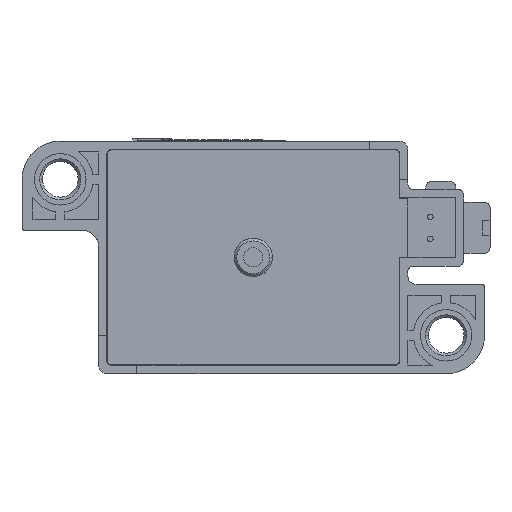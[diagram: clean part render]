
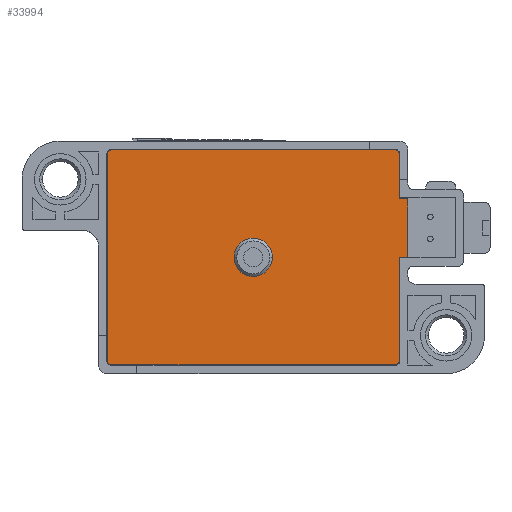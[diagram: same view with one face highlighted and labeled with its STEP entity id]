
A CAD part, front view. The second image highlights one B-rep face of the part: STEP entity #33994.
In plain terms, the highlighted planar face has unit normal (0, -1, 0).
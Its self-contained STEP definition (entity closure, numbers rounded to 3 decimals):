
#32317=CARTESIAN_POINT('',(27.95,0.,10.5));
#32318=DIRECTION('',(0.,1.,0.));
#32319=DIRECTION('',(0.,0.,1.));
#32320=AXIS2_PLACEMENT_3D('',#32317,#32318,#32319);
#32322=DIRECTION('',(0.,0.,-1.));
#32323=VECTOR('',#32322,10.2);
#32324=CARTESIAN_POINT('',(28.25,0.,10.5));
#32325=LINE('',#32324,#32323);
#32326=CARTESIAN_POINT('',(27.95,0.,0.3));
#32327=DIRECTION('',(0.,1.,0.));
#32328=DIRECTION('',(1.,0.,0.));
#32329=AXIS2_PLACEMENT_3D('',#32326,#32327,#32328);
#32331=DIRECTION('',(-1.,0.,0.));
#32332=VECTOR('',#32331,1.3);
#32333=CARTESIAN_POINT('',(27.95,0.,0.));
#32334=LINE('',#32333,#32332);
#32335=CARTESIAN_POINT('',(25.85,0.,-18.85));
#32336=DIRECTION('',(0.,1.,0.));
#32337=DIRECTION('',(1.,0.,0.));
#32338=AXIS2_PLACEMENT_3D('',#32335,#32336,#32337);
#32340=CARTESIAN_POINT('',(-25.85,0.,-18.85));
#32341=DIRECTION('',(0.,1.,0.));
#32342=DIRECTION('',(0.,0.,-1.));
#32343=AXIS2_PLACEMENT_3D('',#32340,#32341,#32342);
#32345=CARTESIAN_POINT('',(-25.85,0.,18.85));
#32346=DIRECTION('',(0.,1.,0.));
#32347=DIRECTION('',(-1.,0.,0.));
#32348=AXIS2_PLACEMENT_3D('',#32345,#32346,#32347);
#32350=CARTESIAN_POINT('',(25.85,0.,18.85));
#32351=DIRECTION('',(0.,1.,0.));
#32352=DIRECTION('',(0.,0.,1.));
#32353=AXIS2_PLACEMENT_3D('',#32350,#32351,#32352);
#32355=DIRECTION('',(1.,0.,0.));
#32356=VECTOR('',#32355,1.3);
#32357=CARTESIAN_POINT('',(26.65,0.,10.8));
#32358=LINE('',#32357,#32356);
#32359=CARTESIAN_POINT('',(0.,0.,0.));
#32360=DIRECTION('',(0.,-1.,0.));
#32361=DIRECTION('',(1.,0.,0.));
#32362=AXIS2_PLACEMENT_3D('',#32359,#32360,#32361);
#32364=CARTESIAN_POINT('',(0.,0.,0.));
#32365=DIRECTION('',(0.,-1.,0.));
#32366=DIRECTION('',(0.,0.,1.));
#32367=AXIS2_PLACEMENT_3D('',#32364,#32365,#32366);
#32369=CARTESIAN_POINT('',(0.,0.,0.));
#32370=DIRECTION('',(0.,-1.,0.));
#32371=DIRECTION('',(-1.,0.,0.));
#32372=AXIS2_PLACEMENT_3D('',#32369,#32370,#32371);
#32374=CARTESIAN_POINT('',(0.,0.,0.));
#32375=DIRECTION('',(0.,-1.,0.));
#32376=DIRECTION('',(0.,0.,-1.));
#32377=AXIS2_PLACEMENT_3D('',#32374,#32375,#32376);
#32452=DIRECTION('',(0.,0.,1.));
#32453=VECTOR('',#32452,8.05);
#32454=CARTESIAN_POINT('',(26.65,0.,10.8));
#32455=LINE('',#32454,#32453);
#33153=DIRECTION('',(0.,0.,1.));
#33154=VECTOR('',#33153,18.85);
#33155=CARTESIAN_POINT('',(26.65,0.,-18.85));
#33156=LINE('',#33155,#33154);
#33253=DIRECTION('',(-1.,0.,0.));
#33254=VECTOR('',#33253,51.7);
#33255=CARTESIAN_POINT('',(25.85,0.,19.65));
#33256=LINE('',#33255,#33254);
#33281=DIRECTION('',(0.,0.,-1.));
#33282=VECTOR('',#33281,37.7);
#33283=CARTESIAN_POINT('',(-26.65,0.,18.85));
#33284=LINE('',#33283,#33282);
#33293=DIRECTION('',(1.,0.,0.));
#33294=VECTOR('',#33293,51.7);
#33295=CARTESIAN_POINT('',(-25.85,0.,-19.65));
#33296=LINE('',#33295,#33294);
#33565=CARTESIAN_POINT('',(27.95,0.,10.8));
#33566=CARTESIAN_POINT('',(28.25,0.,10.5));
#33567=VERTEX_POINT('',#33565);
#33568=VERTEX_POINT('',#33566);
#33569=CARTESIAN_POINT('',(28.25,0.,0.3));
#33570=VERTEX_POINT('',#33569);
#33571=CARTESIAN_POINT('',(27.95,0.,0.));
#33572=VERTEX_POINT('',#33571);
#33573=CARTESIAN_POINT('',(26.65,0.,0.));
#33574=VERTEX_POINT('',#33573);
#33575=CARTESIAN_POINT('',(26.65,0.,-18.85));
#33576=VERTEX_POINT('',#33575);
#33577=CARTESIAN_POINT('',(25.85,0.,-19.65));
#33578=VERTEX_POINT('',#33577);
#33579=CARTESIAN_POINT('',(-25.85,0.,-19.65));
#33580=VERTEX_POINT('',#33579);
#33581=CARTESIAN_POINT('',(-26.65,0.,-18.85));
#33582=VERTEX_POINT('',#33581);
#33583=CARTESIAN_POINT('',(-26.65,0.,18.85));
#33584=VERTEX_POINT('',#33583);
#33585=CARTESIAN_POINT('',(-25.85,0.,19.65));
#33586=VERTEX_POINT('',#33585);
#33587=CARTESIAN_POINT('',(25.85,0.,19.65));
#33588=VERTEX_POINT('',#33587);
#33589=CARTESIAN_POINT('',(26.65,0.,18.85));
#33590=VERTEX_POINT('',#33589);
#33591=CARTESIAN_POINT('',(26.65,0.,10.8));
#33592=VERTEX_POINT('',#33591);
#33593=CARTESIAN_POINT('',(3.5,0.,0.));
#33594=CARTESIAN_POINT('',(0.,0.,3.5));
#33595=VERTEX_POINT('',#33593);
#33596=VERTEX_POINT('',#33594);
#33597=CARTESIAN_POINT('',(-3.5,0.,0.));
#33598=VERTEX_POINT('',#33597);
#33599=CARTESIAN_POINT('',(0.,0.,-3.5));
#33600=VERTEX_POINT('',#33599);
#33949=CARTESIAN_POINT('',(0.,0.,0.));
#33950=DIRECTION('',(0.,1.,0.));
#33951=DIRECTION('',(1.,0.,0.));
#33952=AXIS2_PLACEMENT_3D('',#33949,#33950,#33951);
#33953=PLANE('',#33952);
#33955=ORIENTED_EDGE('',*,*,#33954,.T.);
#33957=ORIENTED_EDGE('',*,*,#33956,.T.);
#33959=ORIENTED_EDGE('',*,*,#33958,.T.);
#33961=ORIENTED_EDGE('',*,*,#33960,.T.);
#33963=ORIENTED_EDGE('',*,*,#33962,.F.);
#33965=ORIENTED_EDGE('',*,*,#33964,.T.);
#33967=ORIENTED_EDGE('',*,*,#33966,.F.);
#33969=ORIENTED_EDGE('',*,*,#33968,.T.);
#33971=ORIENTED_EDGE('',*,*,#33970,.F.);
#33973=ORIENTED_EDGE('',*,*,#33972,.T.);
#33975=ORIENTED_EDGE('',*,*,#33974,.F.);
#33977=ORIENTED_EDGE('',*,*,#33976,.T.);
#33979=ORIENTED_EDGE('',*,*,#33978,.F.);
#33981=ORIENTED_EDGE('',*,*,#33980,.T.);
#33982=EDGE_LOOP('',(#33955,#33957,#33959,#33961,#33963,#33965,#33967,#33969,
#33971,#33973,#33975,#33977,#33979,#33981));
#33983=FACE_OUTER_BOUND('',#33982,.F.);
#33985=ORIENTED_EDGE('',*,*,#33984,.T.);
#33987=ORIENTED_EDGE('',*,*,#33986,.T.);
#33989=ORIENTED_EDGE('',*,*,#33988,.T.);
#33991=ORIENTED_EDGE('',*,*,#33990,.T.);
#33992=EDGE_LOOP('',(#33985,#33987,#33989,#33991));
#33993=FACE_BOUND('',#33992,.F.);
#33994=ADVANCED_FACE('',(#33983,#33993),#33953,.F.);
#32321=CIRCLE('',#32320,0.3);
#32330=CIRCLE('',#32329,0.3);
#32339=CIRCLE('',#32338,0.8);
#32344=CIRCLE('',#32343,0.8);
#32349=CIRCLE('',#32348,0.8);
#32354=CIRCLE('',#32353,0.8);
#32363=CIRCLE('',#32362,3.5);
#32368=CIRCLE('',#32367,3.5);
#32373=CIRCLE('',#32372,3.5);
#32378=CIRCLE('',#32377,3.5);
#33954=EDGE_CURVE('',#33567,#33568,#32321,.T.);
#33956=EDGE_CURVE('',#33568,#33570,#32325,.T.);
#33958=EDGE_CURVE('',#33570,#33572,#32330,.T.);
#33960=EDGE_CURVE('',#33572,#33574,#32334,.T.);
#33962=EDGE_CURVE('',#33576,#33574,#33156,.T.);
#33964=EDGE_CURVE('',#33576,#33578,#32339,.T.);
#33966=EDGE_CURVE('',#33580,#33578,#33296,.T.);
#33968=EDGE_CURVE('',#33580,#33582,#32344,.T.);
#33970=EDGE_CURVE('',#33584,#33582,#33284,.T.);
#33972=EDGE_CURVE('',#33584,#33586,#32349,.T.);
#33974=EDGE_CURVE('',#33588,#33586,#33256,.T.);
#33976=EDGE_CURVE('',#33588,#33590,#32354,.T.);
#33978=EDGE_CURVE('',#33592,#33590,#32455,.T.);
#33980=EDGE_CURVE('',#33592,#33567,#32358,.T.);
#33984=EDGE_CURVE('',#33595,#33596,#32363,.T.);
#33986=EDGE_CURVE('',#33596,#33598,#32368,.T.);
#33988=EDGE_CURVE('',#33598,#33600,#32373,.T.);
#33990=EDGE_CURVE('',#33600,#33595,#32378,.T.);
